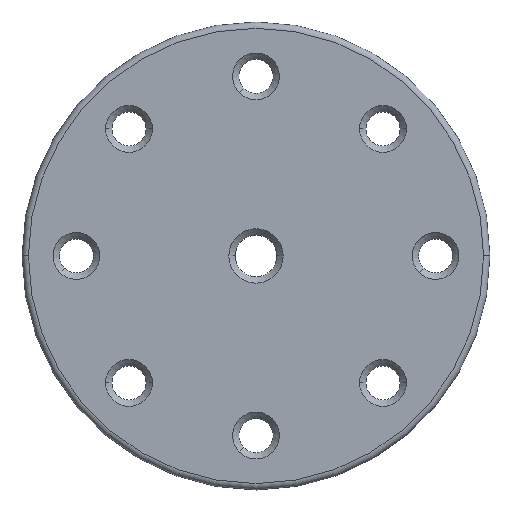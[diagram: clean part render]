
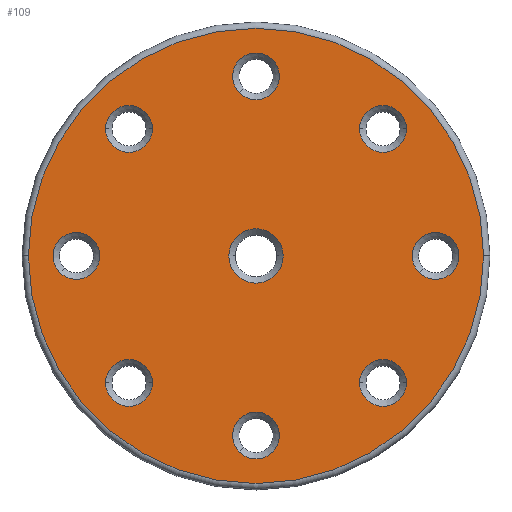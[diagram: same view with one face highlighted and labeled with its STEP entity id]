
A CAD part, top view. The second image highlights one B-rep face of the part: STEP entity #109.
In plain terms, the highlighted planar face has unit normal (0, 0, 1).
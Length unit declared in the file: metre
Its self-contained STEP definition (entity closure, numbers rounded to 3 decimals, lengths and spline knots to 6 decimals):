
#109=ADVANCED_FACE('1:9028',(#238,#239,#240,#241,#242,#243,#244,#245,#246,#247),#248,.T.);
#238=FACE_BOUND('',#377,.T.);
#239=FACE_BOUND('',#378,.T.);
#240=FACE_BOUND('',#379,.T.);
#241=FACE_BOUND('',#380,.T.);
#242=FACE_BOUND('',#381,.T.);
#243=FACE_BOUND('',#382,.T.);
#244=FACE_BOUND('',#383,.T.);
#245=FACE_BOUND('',#384,.T.);
#246=FACE_BOUND('',#385,.T.);
#247=FACE_OUTER_BOUND('',#386,.T.);
#248=PLANE('',#387);
#377=EDGE_LOOP('',(#813,#814));
#378=EDGE_LOOP('',(#815,#816));
#379=EDGE_LOOP('',(#817,#818));
#380=EDGE_LOOP('',(#819,#820));
#381=EDGE_LOOP('',(#821,#822));
#382=EDGE_LOOP('',(#823,#824));
#383=EDGE_LOOP('',(#825,#826));
#384=EDGE_LOOP('',(#827,#828));
#385=EDGE_LOOP('',(#829,#830));
#386=EDGE_LOOP('',(#831,#832));
#387=AXIS2_PLACEMENT_3D('',#833,#834,#835);
#813=ORIENTED_EDGE('',*,*,#851,.F.);
#814=ORIENTED_EDGE('',*,*,#978,.F.);
#815=ORIENTED_EDGE('',*,*,#855,.F.);
#816=ORIENTED_EDGE('',*,*,#977,.F.);
#817=ORIENTED_EDGE('',*,*,#859,.F.);
#818=ORIENTED_EDGE('',*,*,#976,.F.);
#819=ORIENTED_EDGE('',*,*,#863,.F.);
#820=ORIENTED_EDGE('',*,*,#975,.F.);
#821=ORIENTED_EDGE('',*,*,#867,.F.);
#822=ORIENTED_EDGE('',*,*,#974,.F.);
#823=ORIENTED_EDGE('',*,*,#871,.F.);
#824=ORIENTED_EDGE('',*,*,#973,.F.);
#825=ORIENTED_EDGE('',*,*,#875,.F.);
#826=ORIENTED_EDGE('',*,*,#972,.F.);
#827=ORIENTED_EDGE('',*,*,#879,.F.);
#828=ORIENTED_EDGE('',*,*,#971,.F.);
#829=ORIENTED_EDGE('',*,*,#883,.F.);
#830=ORIENTED_EDGE('',*,*,#970,.F.);
#831=ORIENTED_EDGE('',*,*,#979,.F.);
#832=ORIENTED_EDGE('',*,*,#845,.F.);
#833=CARTESIAN_POINT('',(-0.031079,-0.064189,-0.001));
#834=DIRECTION('',(0.,0.,1.0));
#835=DIRECTION('',(0.707,0.707,0.));
#845=EDGE_CURVE('1:9148',#980,#983,#984,.T.);
#851=EDGE_CURVE('1:9145',#993,#989,#995,.T.);
#855=EDGE_CURVE('1:9142',#1001,#997,#1003,.T.);
#859=EDGE_CURVE('1:9139',#1009,#1005,#1011,.T.);
#863=EDGE_CURVE('1:9136',#1017,#1013,#1019,.T.);
#867=EDGE_CURVE('1:9133',#1025,#1021,#1027,.T.);
#871=EDGE_CURVE('1:9130',#1033,#1029,#1035,.T.);
#875=EDGE_CURVE('1:9127',#1041,#1037,#1043,.T.);
#879=EDGE_CURVE('1:9124',#1049,#1045,#1051,.T.);
#883=EDGE_CURVE('1:9121',#1057,#1053,#1059,.T.);
#970=EDGE_CURVE('1:9121',#1053,#1057,#1184,.T.);
#971=EDGE_CURVE('1:9124',#1045,#1049,#1185,.T.);
#972=EDGE_CURVE('1:9127',#1037,#1041,#1186,.T.);
#973=EDGE_CURVE('1:9130',#1029,#1033,#1187,.T.);
#974=EDGE_CURVE('1:9133',#1021,#1025,#1188,.T.);
#975=EDGE_CURVE('1:9136',#1013,#1017,#1189,.T.);
#976=EDGE_CURVE('1:9139',#1005,#1009,#1190,.T.);
#977=EDGE_CURVE('1:9142',#997,#1001,#1191,.T.);
#978=EDGE_CURVE('1:9145',#989,#993,#1192,.T.);
#979=EDGE_CURVE('1:9148',#983,#980,#1193,.T.);
#980=VERTEX_POINT('',#1194);
#983=VERTEX_POINT('',#1197);
#984=CIRCLE('',#1198,0.018);
#989=VERTEX_POINT('',#1203);
#993=VERTEX_POINT('',#1208);
#995=CIRCLE('',#1211,0.00215);
#997=VERTEX_POINT('',#1213);
#1001=VERTEX_POINT('',#1218);
#1003=CIRCLE('',#1221,0.00185);
#1005=VERTEX_POINT('',#1223);
#1009=VERTEX_POINT('',#1228);
#1011=CIRCLE('',#1231,0.00185);
#1013=VERTEX_POINT('',#1233);
#1017=VERTEX_POINT('',#1238);
#1019=CIRCLE('',#1241,0.00185);
#1021=VERTEX_POINT('',#1243);
#1025=VERTEX_POINT('',#1248);
#1027=CIRCLE('',#1251,0.00185);
#1029=VERTEX_POINT('',#1253);
#1033=VERTEX_POINT('',#1258);
#1035=CIRCLE('',#1261,0.00185);
#1037=VERTEX_POINT('',#1263);
#1041=VERTEX_POINT('',#1268);
#1043=CIRCLE('',#1271,0.00185);
#1045=VERTEX_POINT('',#1273);
#1049=VERTEX_POINT('',#1278);
#1051=CIRCLE('',#1281,0.00185);
#1053=VERTEX_POINT('',#1283);
#1057=VERTEX_POINT('',#1288);
#1059=CIRCLE('',#1291,0.00185);
#1184=CIRCLE('',#1454,0.00185);
#1185=CIRCLE('',#1455,0.00185);
#1186=CIRCLE('',#1456,0.00185);
#1187=CIRCLE('',#1457,0.00185);
#1188=CIRCLE('',#1458,0.00185);
#1189=CIRCLE('',#1459,0.00185);
#1190=CIRCLE('',#1460,0.00185);
#1191=CIRCLE('',#1461,0.00185);
#1192=CIRCLE('',#1462,0.00215);
#1193=CIRCLE('',#1463,0.018);
#1194=CARTESIAN_POINT('',(-0.049085,-0.064185,-0.001));
#1197=CARTESIAN_POINT('',(-0.013085,-0.064185,-0.001));
#1198=AXIS2_PLACEMENT_3D('',#1467,#1468,#1469);
#1203=CARTESIAN_POINT('',(-0.033235,-0.064185,-0.001));
#1208=CARTESIAN_POINT('',(-0.028935,-0.064185,-0.001));
#1211=AXIS2_PLACEMENT_3D('',#1481,#1482,#1483);
#1213=CARTESIAN_POINT('',(-0.022891,-0.074228,-0.001));
#1218=CARTESIAN_POINT('',(-0.019191,-0.074228,-0.001));
#1221=AXIS2_PLACEMENT_3D('',#1489,#1490,#1491);
#1223=CARTESIAN_POINT('',(-0.018189,-0.065493,-0.001));
#1228=CARTESIAN_POINT('',(-0.015573,-0.062877,-0.001));
#1231=AXIS2_PLACEMENT_3D('',#1497,#1498,#1499);
#1233=CARTESIAN_POINT('',(-0.042979,-0.074228,-0.001));
#1238=CARTESIAN_POINT('',(-0.039279,-0.074228,-0.001));
#1241=AXIS2_PLACEMENT_3D('',#1505,#1506,#1507);
#1243=CARTESIAN_POINT('',(-0.032393,-0.079697,-0.001));
#1248=CARTESIAN_POINT('',(-0.029777,-0.07708,-0.001));
#1251=AXIS2_PLACEMENT_3D('',#1513,#1514,#1515);
#1253=CARTESIAN_POINT('',(-0.022891,-0.054141,-0.001));
#1258=CARTESIAN_POINT('',(-0.019191,-0.054141,-0.001));
#1261=AXIS2_PLACEMENT_3D('',#1521,#1522,#1523);
#1263=CARTESIAN_POINT('',(-0.032393,-0.051289,-0.001));
#1268=CARTESIAN_POINT('',(-0.029777,-0.048673,-0.001));
#1271=AXIS2_PLACEMENT_3D('',#1529,#1530,#1531);
#1273=CARTESIAN_POINT('',(-0.042979,-0.054141,-0.001));
#1278=CARTESIAN_POINT('',(-0.039279,-0.054141,-0.001));
#1281=AXIS2_PLACEMENT_3D('',#1537,#1538,#1539);
#1283=CARTESIAN_POINT('',(-0.046597,-0.065493,-0.001));
#1288=CARTESIAN_POINT('',(-0.043981,-0.062877,-0.001));
#1291=AXIS2_PLACEMENT_3D('',#1545,#1546,#1547);
#1454=AXIS2_PLACEMENT_3D('',#1730,#1731,#1732);
#1455=AXIS2_PLACEMENT_3D('',#1733,#1734,#1735);
#1456=AXIS2_PLACEMENT_3D('',#1736,#1737,#1738);
#1457=AXIS2_PLACEMENT_3D('',#1739,#1740,#1741);
#1458=AXIS2_PLACEMENT_3D('',#1742,#1743,#1744);
#1459=AXIS2_PLACEMENT_3D('',#1745,#1746,#1747);
#1460=AXIS2_PLACEMENT_3D('',#1748,#1749,#1750);
#1461=AXIS2_PLACEMENT_3D('',#1751,#1752,#1753);
#1462=AXIS2_PLACEMENT_3D('',#1754,#1755,#1756);
#1463=AXIS2_PLACEMENT_3D('',#1757,#1758,#1759);
#1467=CARTESIAN_POINT('',(-0.031085,-0.064185,-0.001));
#1468=DIRECTION('',(0.,0.,-1.0));
#1469=DIRECTION('',(-1.0,0.,0.));
#1481=CARTESIAN_POINT('',(-0.031085,-0.064185,-0.001));
#1482=DIRECTION('',(0.,0.,1.0));
#1483=DIRECTION('',(-1.0,0.,0.));
#1489=CARTESIAN_POINT('',(-0.021041,-0.074228,-0.001));
#1490=DIRECTION('',(0.,0.,1.0));
#1491=DIRECTION('',(-1.0,0.,0.));
#1497=CARTESIAN_POINT('',(-0.016881,-0.064185,-0.001));
#1498=DIRECTION('',(0.,0.,1.0));
#1499=DIRECTION('',(-0.707,-0.707,0.));
#1505=CARTESIAN_POINT('',(-0.041129,-0.074228,-0.001));
#1506=DIRECTION('',(0.,0.,1.0));
#1507=DIRECTION('',(-1.0,0.,0.));
#1513=CARTESIAN_POINT('',(-0.031085,-0.078388,-0.001));
#1514=DIRECTION('',(0.,0.,1.0));
#1515=DIRECTION('',(-0.707,-0.707,0.));
#1521=CARTESIAN_POINT('',(-0.021041,-0.054141,-0.001));
#1522=DIRECTION('',(0.,0.,1.0));
#1523=DIRECTION('',(-1.0,0.,0.));
#1529=CARTESIAN_POINT('',(-0.031085,-0.049981,-0.001));
#1530=DIRECTION('',(0.,0.,1.0));
#1531=DIRECTION('',(-0.707,-0.707,0.));
#1537=CARTESIAN_POINT('',(-0.041129,-0.054141,-0.001));
#1538=DIRECTION('',(0.,0.,1.0));
#1539=DIRECTION('',(-1.0,0.,0.));
#1545=CARTESIAN_POINT('',(-0.045289,-0.064185,-0.001));
#1546=DIRECTION('',(0.,0.,1.0));
#1547=DIRECTION('',(-0.707,-0.707,0.));
#1730=CARTESIAN_POINT('',(-0.045289,-0.064185,-0.001));
#1731=DIRECTION('',(0.,0.,1.0));
#1732=DIRECTION('',(-0.707,-0.707,0.));
#1733=CARTESIAN_POINT('',(-0.041129,-0.054141,-0.001));
#1734=DIRECTION('',(0.,0.,1.0));
#1735=DIRECTION('',(-1.0,0.,0.));
#1736=CARTESIAN_POINT('',(-0.031085,-0.049981,-0.001));
#1737=DIRECTION('',(0.,0.,1.0));
#1738=DIRECTION('',(-0.707,-0.707,0.));
#1739=CARTESIAN_POINT('',(-0.021041,-0.054141,-0.001));
#1740=DIRECTION('',(0.,0.,1.0));
#1741=DIRECTION('',(-1.0,0.,0.));
#1742=CARTESIAN_POINT('',(-0.031085,-0.078388,-0.001));
#1743=DIRECTION('',(0.,0.,1.0));
#1744=DIRECTION('',(-0.707,-0.707,0.));
#1745=CARTESIAN_POINT('',(-0.041129,-0.074228,-0.001));
#1746=DIRECTION('',(0.,0.,1.0));
#1747=DIRECTION('',(-1.0,0.,0.));
#1748=CARTESIAN_POINT('',(-0.016881,-0.064185,-0.001));
#1749=DIRECTION('',(0.,0.,1.0));
#1750=DIRECTION('',(-0.707,-0.707,0.));
#1751=CARTESIAN_POINT('',(-0.021041,-0.074228,-0.001));
#1752=DIRECTION('',(0.,0.,1.0));
#1753=DIRECTION('',(-1.0,0.,0.));
#1754=CARTESIAN_POINT('',(-0.031085,-0.064185,-0.001));
#1755=DIRECTION('',(0.,0.,1.0));
#1756=DIRECTION('',(-1.0,0.,0.));
#1757=CARTESIAN_POINT('',(-0.031085,-0.064185,-0.001));
#1758=DIRECTION('',(0.,0.,-1.0));
#1759=DIRECTION('',(-1.0,0.,0.));
